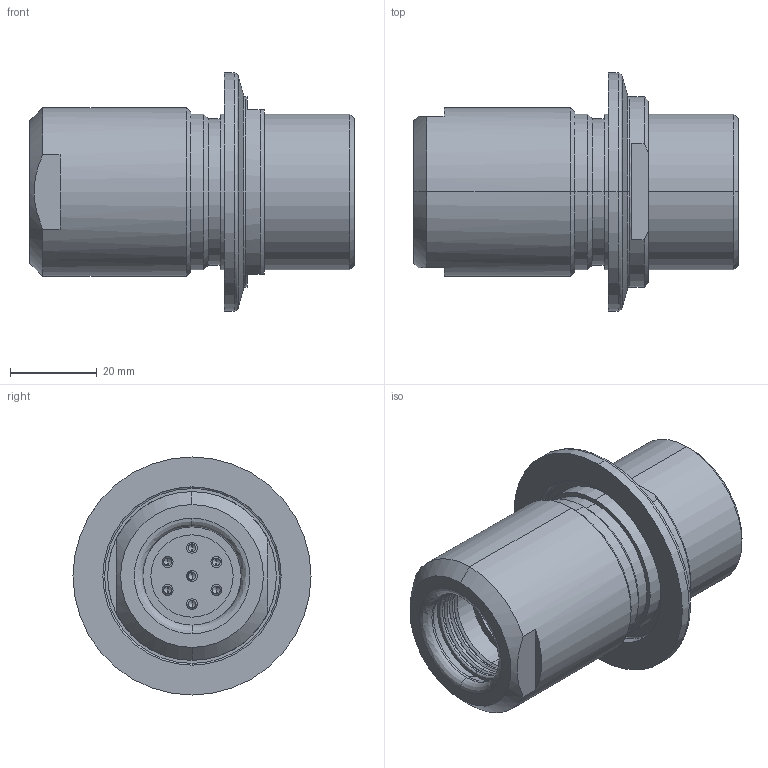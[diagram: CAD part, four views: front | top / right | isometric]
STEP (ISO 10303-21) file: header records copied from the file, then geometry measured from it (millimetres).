
FILE_DESCRIPTION (( 'STEP AP214' ), '1' );
FILE_NAME ('PF264010.step', '2017-07-10T09:00:43', ( 'install' ), ( '' ), 'SwSTEP 2.0', 'SolidWorks 2015', '' );
FILE_SCHEMA (( 'AUTOMOTIVE_DESIGN' ));
Length unit declared in the file: millimetre
Products named in the file (1): PF264010
Bounding box: 75 x 55 x 55 mm (x, y, z)
Volume: 61157 mm3; surface area: 22883.9 mm2
Topology: 1 solids, 1 shells, 228 faces, 519 edges, 297 vertices
Faces by surface type: cylinder 106, cone 70, plane 42, bspline 6, torus 4
Entity records: 6778 total; most frequent: CARTESIAN_POINT 1715, DIRECTION 1146, ORIENTED_EDGE 982, EDGE_CURVE 491, AXIS2_PLACEMENT_3D 472, VERTEX_POINT 297, EDGE_LOOP 260, CIRCLE 249
